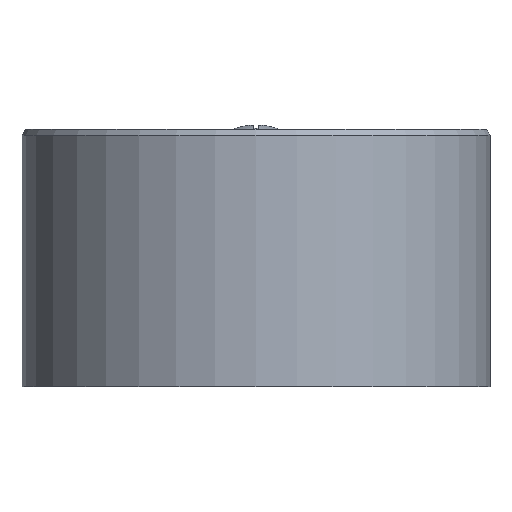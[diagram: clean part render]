
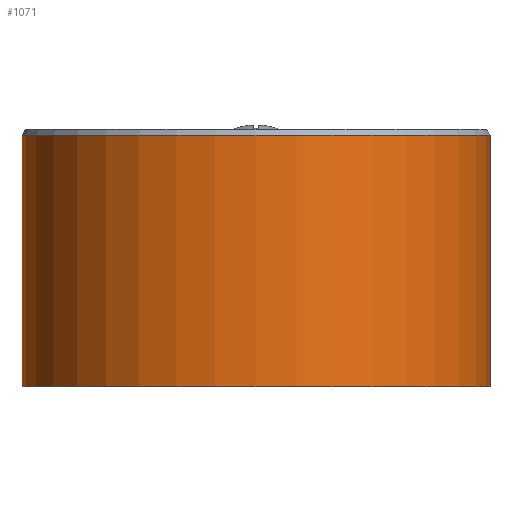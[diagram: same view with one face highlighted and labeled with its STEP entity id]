
A CAD part, front view. The second image highlights one B-rep face of the part: STEP entity #1071.
In plain terms, the highlighted cylindrical face has radius 10 mm (diameter 20 mm), a full revolution.
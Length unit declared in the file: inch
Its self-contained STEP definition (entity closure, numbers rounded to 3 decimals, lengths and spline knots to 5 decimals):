
#84=LINE('',#1594,#144);
#144=VECTOR('',#1290,0.3937);
#204=CYLINDRICAL_SURFACE('',#1162,0.3937);
#261=FACE_OUTER_BOUND('',#327,.T.);
#327=EDGE_LOOP('',(#729,#730,#731,#732));
#402=CIRCLE('',#1161,0.3937);
#403=CIRCLE('',#1163,0.3937);
#460=VERTEX_POINT('',#1590);
#461=VERTEX_POINT('',#1593);
#568=EDGE_CURVE('',#460,#460,#402,.T.);
#569=EDGE_CURVE('',#460,#461,#84,.T.);
#570=EDGE_CURVE('',#461,#461,#403,.T.);
#729=ORIENTED_EDGE('',*,*,#568,.F.);
#730=ORIENTED_EDGE('',*,*,#569,.T.);
#731=ORIENTED_EDGE('',*,*,#570,.T.);
#732=ORIENTED_EDGE('',*,*,#569,.F.);
#1071=ADVANCED_FACE('',(#261),#204,.T.);
#1161=AXIS2_PLACEMENT_3D('',#1591,#1286,#1287);
#1162=AXIS2_PLACEMENT_3D('',#1592,#1288,#1289);
#1163=AXIS2_PLACEMENT_3D('',#1595,#1291,#1292);
#1286=DIRECTION('center_axis',(0.,0.,-1.));
#1287=DIRECTION('ref_axis',(-1.,0.,0.));
#1288=DIRECTION('center_axis',(0.,0.,
-1.));
#1289=DIRECTION('ref_axis',(0.,1.,0.));
#1290=DIRECTION('',(0.,0.,1.));
#1291=DIRECTION('center_axis',(0.,0.,
-1.));
#1292=DIRECTION('ref_axis',(0.,1.,0.));
#1590=CARTESIAN_POINT('',(3.00605,-2.4232,6.24384));
#1591=CARTESIAN_POINT('Origin',(3.00605,-2.0295,6.24384));
#1592=CARTESIAN_POINT('Origin',(3.00605,-2.0295,6.66209));
#1593=CARTESIAN_POINT('',(3.00605,-2.4232,6.66701));
#1594=CARTESIAN_POINT('',(3.00605,-2.4232,6.66209));
#1595=CARTESIAN_POINT('Origin',(3.00605,-2.0295,6.66701));
